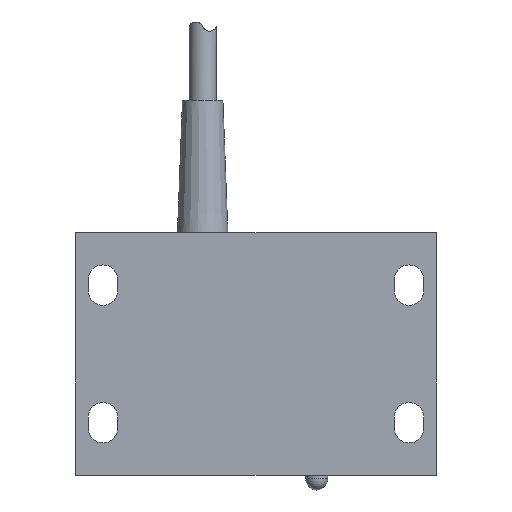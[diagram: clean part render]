
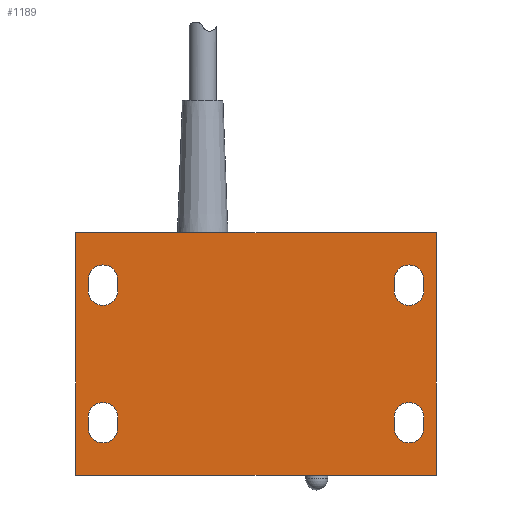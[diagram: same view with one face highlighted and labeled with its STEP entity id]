
A CAD part, front view. The second image highlights one B-rep face of the part: STEP entity #1189.
In plain terms, the highlighted planar face has unit normal (0, -1, 0).
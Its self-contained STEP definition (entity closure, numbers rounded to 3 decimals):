
#30=FACE_BOUND('',#213,.T.);
#31=FACE_BOUND('',#214,.T.);
#32=FACE_BOUND('',#215,.T.);
#33=FACE_BOUND('',#216,.T.);
#67=PLANE('',#1343);
#135=FACE_OUTER_BOUND('',#212,.T.);
#212=EDGE_LOOP('',(#998,#999,#1000,#1001));
#213=EDGE_LOOP('',(#1002,#1003,#1004,#1005));
#214=EDGE_LOOP('',(#1006,#1007,#1008,#1009));
#215=EDGE_LOOP('',(#1010,#1011,#1012,#1013));
#216=EDGE_LOOP('',(#1014,#1015,#1016,#1017));
#271=CIRCLE('',#1320,2.);
#272=CIRCLE('',#1323,2.);
#273=CIRCLE('',#1327,2.);
#274=CIRCLE('',#1330,2.);
#275=CIRCLE('',#1332,2.);
#276=CIRCLE('',#1335,2.);
#277=CIRCLE('',#1338,2.);
#278=CIRCLE('',#1341,2.);
#317=LINE('',#1940,#404);
#320=LINE('',#1945,#407);
#329=LINE('',#1985,#416);
#343=LINE('',#2031,#430);
#346=LINE('',#2038,#433);
#347=LINE('',#2042,#434);
#351=LINE('',#2051,#438);
#355=LINE('',#2063,#442);
#358=LINE('',#2070,#445);
#361=LINE('',#2079,#448);
#364=LINE('',#2086,#451);
#365=LINE('',#2088,#452);
#404=VECTOR('',#1539,10.);
#407=VECTOR('',#1544,10.);
#416=VECTOR('',#1581,10.);
#430=VECTOR('',#1631,10.);
#433=VECTOR('',#1640,10.);
#434=VECTOR('',#1643,10.);
#438=VECTOR('',#1653,10.);
#442=VECTOR('',#1667,10.);
#445=VECTOR('',#1676,10.);
#448=VECTOR('',#1685,10.);
#451=VECTOR('',#1694,10.);
#452=VECTOR('',#1697,10.);
#507=VERTEX_POINT('',#1937);
#508=VERTEX_POINT('',#1939);
#509=VERTEX_POINT('',#1943);
#526=VERTEX_POINT('',#1984);
#538=VERTEX_POINT('',#2024);
#539=VERTEX_POINT('',#2025);
#540=VERTEX_POINT('',#2030);
#541=VERTEX_POINT('',#2034);
#542=VERTEX_POINT('',#2040);
#543=VERTEX_POINT('',#2041);
#544=VERTEX_POINT('',#2046);
#545=VERTEX_POINT('',#2050);
#546=VERTEX_POINT('',#2056);
#547=VERTEX_POINT('',#2057);
#548=VERTEX_POINT('',#2062);
#549=VERTEX_POINT('',#2066);
#550=VERTEX_POINT('',#2072);
#551=VERTEX_POINT('',#2073);
#552=VERTEX_POINT('',#2078);
#553=VERTEX_POINT('',#2082);
#638=EDGE_CURVE('',#508,#507,#317,.T.);
#641=EDGE_CURVE('',#509,#507,#320,.T.);
#658=EDGE_CURVE('',#526,#508,#329,.T.);
#677=EDGE_CURVE('',#538,#539,#271,.T.);
#680=EDGE_CURVE('',#539,#540,#343,.T.);
#682=EDGE_CURVE('',#540,#541,#272,.T.);
#684=EDGE_CURVE('',#541,#538,#346,.T.);
#685=EDGE_CURVE('',#542,#543,#347,.T.);
#688=EDGE_CURVE('',#543,#544,#273,.T.);
#690=EDGE_CURVE('',#544,#545,#351,.T.);
#692=EDGE_CURVE('',#545,#542,#274,.T.);
#693=EDGE_CURVE('',#546,#547,#275,.T.);
#696=EDGE_CURVE('',#547,#548,#355,.T.);
#698=EDGE_CURVE('',#548,#549,#276,.T.);
#700=EDGE_CURVE('',#549,#546,#358,.T.);
#701=EDGE_CURVE('',#550,#551,#277,.T.);
#704=EDGE_CURVE('',#551,#552,#361,.T.);
#706=EDGE_CURVE('',#552,#553,#278,.T.);
#708=EDGE_CURVE('',#553,#550,#364,.T.);
#709=EDGE_CURVE('',#526,#509,#365,.T.);
#998=ORIENTED_EDGE('',*,*,#658,.T.);
#999=ORIENTED_EDGE('',*,*,#638,.T.);
#1000=ORIENTED_EDGE('',*,*,#641,.F.);
#1001=ORIENTED_EDGE('',*,*,#709,.F.);
#1002=ORIENTED_EDGE('',*,*,#682,.T.);
#1003=ORIENTED_EDGE('',*,*,#684,.T.);
#1004=ORIENTED_EDGE('',*,*,#677,.T.);
#1005=ORIENTED_EDGE('',*,*,#680,.T.);
#1006=ORIENTED_EDGE('',*,*,#690,.T.);
#1007=ORIENTED_EDGE('',*,*,#692,.T.);
#1008=ORIENTED_EDGE('',*,*,#685,.T.);
#1009=ORIENTED_EDGE('',*,*,#688,.T.);
#1010=ORIENTED_EDGE('',*,*,#698,.T.);
#1011=ORIENTED_EDGE('',*,*,#700,.T.);
#1012=ORIENTED_EDGE('',*,*,#693,.T.);
#1013=ORIENTED_EDGE('',*,*,#696,.T.);
#1014=ORIENTED_EDGE('',*,*,#706,.T.);
#1015=ORIENTED_EDGE('',*,*,#708,.T.);
#1016=ORIENTED_EDGE('',*,*,#701,.T.);
#1017=ORIENTED_EDGE('',*,*,#704,.T.);
#1189=ADVANCED_FACE('',(#135,#30,#31,#32,#33),#67,.T.);
#1320=AXIS2_PLACEMENT_3D('',#2026,#1625,#1626);
#1323=AXIS2_PLACEMENT_3D('',#2035,#1635,#1636);
#1327=AXIS2_PLACEMENT_3D('',#2047,#1648,#1649);
#1330=AXIS2_PLACEMENT_3D('',#2054,#1657,#1658);
#1332=AXIS2_PLACEMENT_3D('',#2058,#1661,#1662);
#1335=AXIS2_PLACEMENT_3D('',#2067,#1671,#1672);
#1338=AXIS2_PLACEMENT_3D('',#2074,#1679,#1680);
#1341=AXIS2_PLACEMENT_3D('',#2083,#1689,#1690);
#1343=AXIS2_PLACEMENT_3D('',#2087,#1695,#1696);
#1539=DIRECTION('',(0.,0.,1.));
#1544=DIRECTION('',(1.,0.,0.));
#1581=DIRECTION('',(1.,0.,0.));
#1625=DIRECTION('center_axis',(0.,1.,0.));
#1626=DIRECTION('ref_axis',(1.,0.,0.));
#1631=DIRECTION('',(0.,0.,1.));
#1635=DIRECTION('center_axis',(0.,1.,0.));
#1636=DIRECTION('ref_axis',(-1.,0.,0.));
#1640=DIRECTION('',(0.,0.,-1.));
#1643=DIRECTION('',(0.,0.,-1.));
#1648=DIRECTION('center_axis',(0.,1.,0.));
#1649=DIRECTION('ref_axis',(1.,0.,0.));
#1653=DIRECTION('',(0.,0.,1.));
#1657=DIRECTION('center_axis',(0.,1.,0.));
#1658=DIRECTION('ref_axis',(-1.,0.,0.));
#1661=DIRECTION('center_axis',(0.,1.,0.));
#1662=DIRECTION('ref_axis',(1.,0.,0.));
#1667=DIRECTION('',(0.,0.,1.));
#1671=DIRECTION('center_axis',(0.,1.,0.));
#1672=DIRECTION('ref_axis',(-1.,0.,0.));
#1676=DIRECTION('',(0.,0.,-1.));
#1679=DIRECTION('center_axis',(0.,1.,0.));
#1680=DIRECTION('ref_axis',(1.,0.,0.));
#1685=DIRECTION('',(0.,0.,1.));
#1689=DIRECTION('center_axis',(0.,1.,0.));
#1690=DIRECTION('ref_axis',(-1.,0.,0.));
#1694=DIRECTION('',(0.,0.,-1.));
#1695=DIRECTION('center_axis',(0.,-1.,0.));
#1696=DIRECTION('ref_axis',(1.,0.,0.));
#1697=DIRECTION('',(0.,0.,1.));
#1937=CARTESIAN_POINT('',(49.,0.,33.));
#1939=CARTESIAN_POINT('',(49.,0.,0.));
#1940=CARTESIAN_POINT('',(49.,0.,0.));
#1943=CARTESIAN_POINT('',(0.,0.,33.));
#1945=CARTESIAN_POINT('',(0.,0.,33.));
#1984=CARTESIAN_POINT('',(0.,0.,0.));
#1985=CARTESIAN_POINT('',(0.,0.,0.));
#2024=CARTESIAN_POINT('',(47.3,0.,6.4));
#2025=CARTESIAN_POINT('',(43.3,0.,6.4));
#2026=CARTESIAN_POINT('Origin',(45.3,0.,6.4));
#2030=CARTESIAN_POINT('',(43.3,0.,7.9));
#2031=CARTESIAN_POINT('',(43.3,0.,3.95));
#2034=CARTESIAN_POINT('',(47.3,0.,7.9));
#2035=CARTESIAN_POINT('Origin',(45.3,0.,7.9));
#2038=CARTESIAN_POINT('',(47.3,0.,3.2));
#2040=CARTESIAN_POINT('',(5.7,0.,7.9));
#2041=CARTESIAN_POINT('',(5.7,0.,6.4));
#2042=CARTESIAN_POINT('',(5.7,0.,3.2));
#2046=CARTESIAN_POINT('',(1.7,0.,6.4));
#2047=CARTESIAN_POINT('Origin',(3.7,0.,6.4));
#2050=CARTESIAN_POINT('',(1.7,0.,7.9));
#2051=CARTESIAN_POINT('',(1.7,0.,3.95));
#2054=CARTESIAN_POINT('Origin',(3.7,0.,7.9));
#2056=CARTESIAN_POINT('',(47.3,0.,25.1));
#2057=CARTESIAN_POINT('',(43.3,0.,25.1));
#2058=CARTESIAN_POINT('Origin',(45.3,0.,25.1));
#2062=CARTESIAN_POINT('',(43.3,0.,26.6));
#2063=CARTESIAN_POINT('',(43.3,0.,13.3));
#2066=CARTESIAN_POINT('',(47.3,0.,26.6));
#2067=CARTESIAN_POINT('Origin',(45.3,0.,26.6));
#2070=CARTESIAN_POINT('',(47.3,0.,12.55));
#2072=CARTESIAN_POINT('',(5.7,0.,25.1));
#2073=CARTESIAN_POINT('',(1.7,0.,25.1));
#2074=CARTESIAN_POINT('Origin',(3.7,0.,25.1));
#2078=CARTESIAN_POINT('',(1.7,0.,26.6));
#2079=CARTESIAN_POINT('',(1.7,0.,13.3));
#2082=CARTESIAN_POINT('',(5.7,0.,26.6));
#2083=CARTESIAN_POINT('Origin',(3.7,0.,26.6));
#2086=CARTESIAN_POINT('',(5.7,0.,12.55));
#2087=CARTESIAN_POINT('Origin',(0.,0.,0.));
#2088=CARTESIAN_POINT('',(0.,0.,0.));
